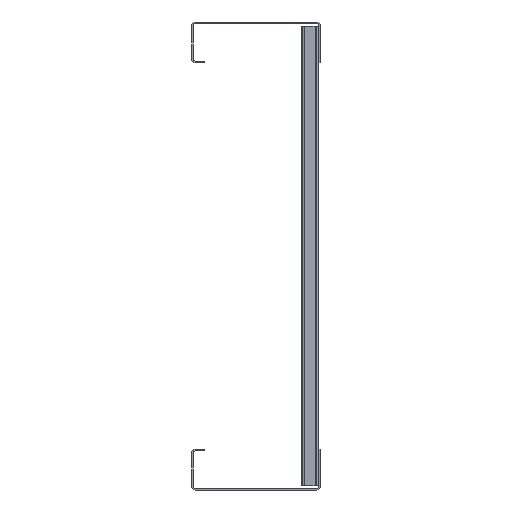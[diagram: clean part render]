
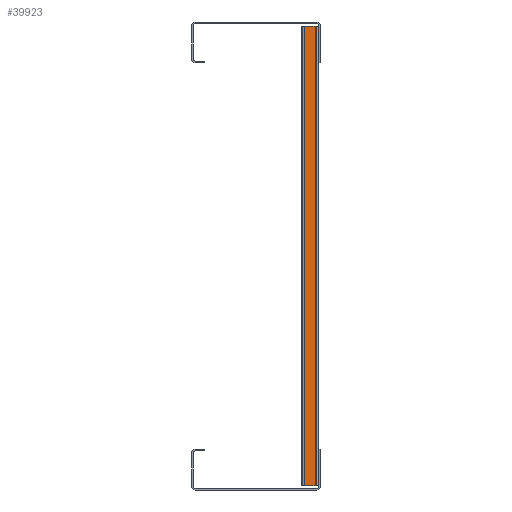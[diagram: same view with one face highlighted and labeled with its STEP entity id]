
A CAD part, left-side view. The second image highlights one B-rep face of the part: STEP entity #39923.
In plain terms, the highlighted planar face has unit normal (-1, 0, 0).
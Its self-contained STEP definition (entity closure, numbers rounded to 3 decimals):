
#39368=DIRECTION('',(0.,0.,1.));
#39369=VECTOR('',#39368,393.);
#39370=CARTESIAN_POINT('',(-15.,3.,-196.5));
#39371=LINE('',#39370,#39369);
#39372=DIRECTION('',(0.,0.,1.));
#39373=VECTOR('',#39372,393.);
#39374=CARTESIAN_POINT('',(-15.,12.,-196.5));
#39375=LINE('',#39374,#39373);
#39376=DIRECTION('',(0.,-1.,0.));
#39377=VECTOR('',#39376,9.);
#39378=CARTESIAN_POINT('',(-15.,12.,-196.5));
#39379=LINE('',#39378,#39377);
#39392=DIRECTION('',(0.,-1.,0.));
#39393=VECTOR('',#39392,9.);
#39394=CARTESIAN_POINT('',(-15.,12.,196.5));
#39395=LINE('',#39394,#39393);
#39506=CARTESIAN_POINT('',(-15.,12.,-196.5));
#39507=VERTEX_POINT('',#39506);
#39508=CARTESIAN_POINT('',(-15.,3.,-196.5));
#39509=VERTEX_POINT('',#39508);
#39526=CARTESIAN_POINT('',(-15.,12.,196.5));
#39527=VERTEX_POINT('',#39526);
#39528=CARTESIAN_POINT('',(-15.,3.,196.5));
#39529=VERTEX_POINT('',#39528);
#39909=CARTESIAN_POINT('',(-15.,12.,-196.5));
#39910=DIRECTION('',(-1.,0.,0.));
#39911=DIRECTION('',(0.,-1.,0.));
#39912=AXIS2_PLACEMENT_3D('',#39909,#39910,#39911);
#39913=PLANE('',#39912);
#39915=ORIENTED_EDGE('',*,*,#39914,.F.);
#39917=ORIENTED_EDGE('',*,*,#39916,.T.);
#39919=ORIENTED_EDGE('',*,*,#39918,.T.);
#39920=ORIENTED_EDGE('',*,*,#39901,.F.);
#39921=EDGE_LOOP('',(#39915,#39917,#39919,#39920));
#39922=FACE_OUTER_BOUND('',#39921,.F.);
#39923=ADVANCED_FACE('',(#39922),#39913,.T.);
#39901=EDGE_CURVE('',#39509,#39529,#39371,.T.);
#39914=EDGE_CURVE('',#39507,#39509,#39379,.T.);
#39916=EDGE_CURVE('',#39507,#39527,#39375,.T.);
#39918=EDGE_CURVE('',#39527,#39529,#39395,.T.);
